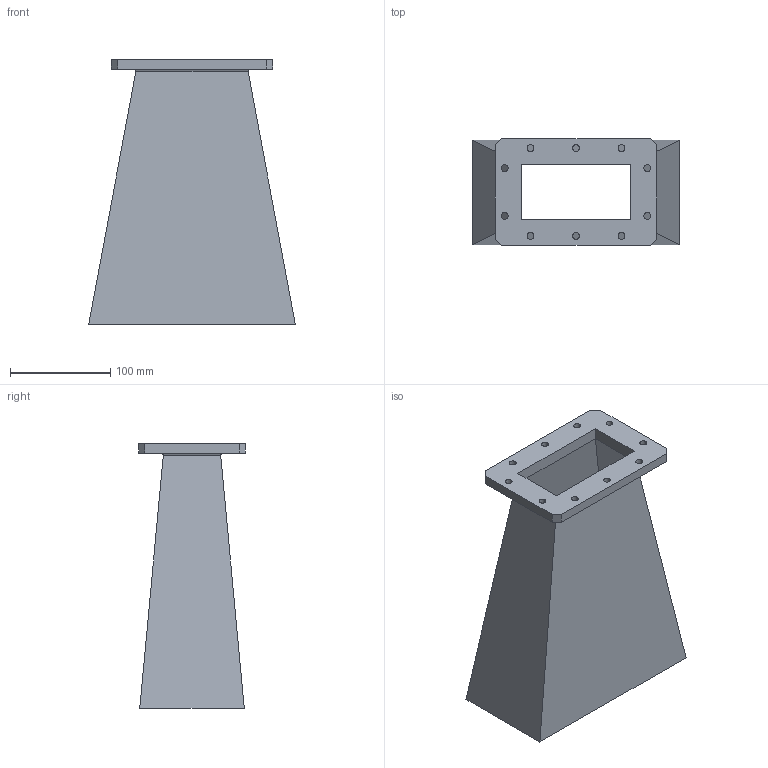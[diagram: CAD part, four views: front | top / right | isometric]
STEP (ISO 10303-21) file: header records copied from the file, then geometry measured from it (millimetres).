
FILE_DESCRIPTION (( 'STEP AP203' ), '1' );
FILE_NAME ('SH1430-10.step', '2018-05-23T18:53:23', ( '' ), ( '' ), 'SwSTEP 2.0', 'SolidWorks 2017', '' );
FILE_SCHEMA (( 'CONFIG_CONTROL_DESIGN' ));
Length unit declared in the file: inch
Products named in the file (1): SH1430-10
Bounding box: 205.74 x 106.43 x 263.65 mm (x, y, z)
Volume: 256423.5 mm3; surface area: 273658.8 mm2
Topology: 1 solids, 1 shells, 51 faces, 140 edges, 88 vertices
Faces by surface type: cylinder 24, plane 23, torus 4
Entity records: 1725 total; most frequent: CARTESIAN_POINT 288, DIRECTION 288, ORIENTED_EDGE 272, EDGE_CURVE 136, AXIS2_PLACEMENT_3D 104, VERTEX_POINT 88, VECTOR 80, LINE 80
